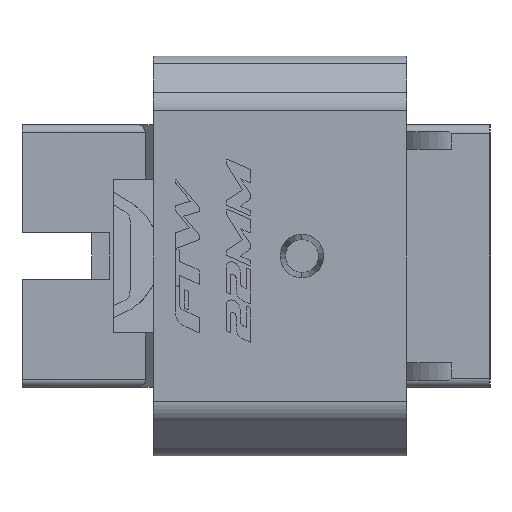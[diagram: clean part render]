
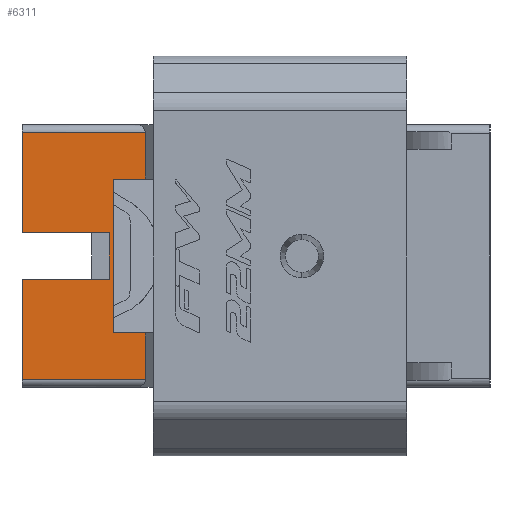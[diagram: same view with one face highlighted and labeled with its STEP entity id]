
A CAD part, left-side view. The second image highlights one B-rep face of the part: STEP entity #6311.
In plain terms, the highlighted planar face has unit normal (-1, 0, 0).
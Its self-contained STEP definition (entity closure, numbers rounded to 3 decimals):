
#552 = CARTESIAN_POINT ( 'NONE',  ( 54.306, 17.69, -14.1 ) ) ;
#636 = LINE ( 'NONE', #17937, #15576 ) ;
#1249 = FACE_OUTER_BOUND ( 'NONE', #13576, .T. ) ;
#1601 = EDGE_CURVE ( 'NONE', #23637, #4310, #9371, .T. ) ;
#1820 = VERTEX_POINT ( 'NONE', #23229 ) ;
#1893 = CARTESIAN_POINT ( 'NONE',  ( 54.306, 32., 2.65 ) ) ;
#1987 = LINE ( 'NONE', #23605, #2015 ) ;
#2015 = VECTOR ( 'NONE', #6486, 1000. ) ;
#2037 = CARTESIAN_POINT ( 'NONE',  ( 54.306, 27.9, 15. ) ) ;
#2542 = DIRECTION ( 'NONE',  ( 0., 0., -1. ) ) ;
#2656 = CARTESIAN_POINT ( 'NONE',  ( 54.306, 27.9, 14.1 ) ) ;
#2789 = LINE ( 'NONE', #10338, #20442 ) ;
#2866 = VERTEX_POINT ( 'NONE', #17162 ) ;
#2937 = DIRECTION ( 'NONE',  ( 0., 0., 1. ) ) ;
#3216 = DIRECTION ( 'NONE',  ( 0., -1., 0. ) ) ;
#3251 = VERTEX_POINT ( 'NONE', #15054 ) ;
#3302 = EDGE_CURVE ( 'NONE', #6496, #27124, #10265, .T. ) ;
#3768 = CARTESIAN_POINT ( 'NONE',  ( 54.306, 31.564, 5.867 ) ) ;
#3817 = ORIENTED_EDGE ( 'NONE', *, *, #24748, .T. ) ;
#3948 = DIRECTION ( 'NONE',  ( 0., 1., 0. ) ) ;
#4310 = VERTEX_POINT ( 'NONE', #16017 ) ;
#4372 = EDGE_CURVE ( 'NONE', #21974, #13343, #21276, .T. ) ;
#5166 = EDGE_CURVE ( 'NONE', #16324, #14310, #17673, .T. ) ;
#5508 = DIRECTION ( 'NONE',  ( 0., -1., 0. ) ) ;
#5899 = ORIENTED_EDGE ( 'NONE', *, *, #15623, .F. ) ;
#6281 = AXIS2_PLACEMENT_3D ( 'NONE', #23642, #11022, #15982 ) ;
#6311 = ADVANCED_FACE ( 'NONE', ( #1249 ), #20931, .T. ) ;
#6486 = DIRECTION ( 'NONE',  ( 0., -1., 0. ) ) ;
#6496 = VERTEX_POINT ( 'NONE', #31598 ) ;
#6618 = LINE ( 'NONE', #11427, #15248 ) ;
#7451 = ORIENTED_EDGE ( 'NONE', *, *, #15173, .F. ) ;
#7747 = CARTESIAN_POINT ( 'NONE',  ( 54.306, 27.9, 8.8 ) ) ;
#8568 = VECTOR ( 'NONE', #27845, 1000. ) ;
#8572 = CARTESIAN_POINT ( 'NONE',  ( 54.306, 27.9, -14.1 ) ) ;
#8763 = EDGE_CURVE ( 'NONE', #16583, #15527, #23951, .T. ) ;
#9034 = CARTESIAN_POINT ( 'NONE',  ( 54.306, 42., 14.1 ) ) ;
#9279 = DIRECTION ( 'NONE',  ( 0., 0., -1. ) ) ;
#9371 = LINE ( 'NONE', #14027, #24227 ) ;
#10064 = CARTESIAN_POINT ( 'NONE',  ( 54.306, 31.564, 22.351 ) ) ;
#10265 = LINE ( 'NONE', #20339, #29375 ) ;
#10338 = CARTESIAN_POINT ( 'NONE',  ( 54.306, 27.9, -8.8 ) ) ;
#10407 = DIRECTION ( 'NONE',  ( 0., 0., -1. ) ) ;
#10593 = LINE ( 'NONE', #18115, #8568 ) ;
#11022 = DIRECTION ( 'NONE',  ( -1., 0., 0. ) ) ;
#11427 = CARTESIAN_POINT ( 'NONE',  ( 54.306, 17.69, 8.8 ) ) ;
#12294 = ORIENTED_EDGE ( 'NONE', *, *, #27746, .T. ) ;
#13343 = VERTEX_POINT ( 'NONE', #3768 ) ;
#13398 = CARTESIAN_POINT ( 'NONE',  ( 54.306, 42., 0. ) ) ;
#13421 = ORIENTED_EDGE ( 'NONE', *, *, #8763, .T. ) ;
#13500 = ORIENTED_EDGE ( 'NONE', *, *, #1601, .T. ) ;
#13576 = EDGE_LOOP ( 'NONE', ( #23167, #30757, #5899, #26566, #15176, #12294, #13500, #20136, #7451, #21657, #22616, #13421, #3817, #31384 ) ) ;
#13640 = VECTOR ( 'NONE', #9279, 1000. ) ;
#13868 = DIRECTION ( 'NONE',  ( 0., 0., 1. ) ) ;
#14027 = CARTESIAN_POINT ( 'NONE',  ( 54.306, 17.69, -8.8 ) ) ;
#14299 = EDGE_CURVE ( 'NONE', #6496, #22369, #30318, .T. ) ;
#14310 = VERTEX_POINT ( 'NONE', #8572 ) ;
#14764 = VECTOR ( 'NONE', #13868, 1000. ) ;
#15054 = CARTESIAN_POINT ( 'NONE',  ( 54.306, 31.564, -5.69 ) ) ;
#15173 = EDGE_CURVE ( 'NONE', #13343, #3251, #21909, .T. ) ;
#15176 = ORIENTED_EDGE ( 'NONE', *, *, #5166, .T. ) ;
#15248 = VECTOR ( 'NONE', #16532, 1000. ) ;
#15267 = CARTESIAN_POINT ( 'NONE',  ( 54.306, 42., 0. ) ) ;
#15527 = VERTEX_POINT ( 'NONE', #2656 ) ;
#15576 = VECTOR ( 'NONE', #10407, 1000. ) ;
#15623 = EDGE_CURVE ( 'NONE', #2866, #1820, #1987, .T. ) ;
#15982 = DIRECTION ( 'NONE',  ( 0., -1., 0. ) ) ;
#16017 = CARTESIAN_POINT ( 'NONE',  ( 54.306, 31.564, -8.8 ) ) ;
#16324 = VERTEX_POINT ( 'NONE', #28922 ) ;
#16532 = DIRECTION ( 'NONE',  ( 0., 1., 0. ) ) ;
#16583 = VERTEX_POINT ( 'NONE', #7747 ) ;
#16944 = CARTESIAN_POINT ( 'NONE',  ( 54.306, 31.564, 8.8 ) ) ;
#17162 = CARTESIAN_POINT ( 'NONE',  ( 54.306, 42., -2.65 ) ) ;
#17513 = CARTESIAN_POINT ( 'NONE',  ( 54.306, 27.9, -8.8 ) ) ;
#17673 = LINE ( 'NONE', #552, #31501 ) ;
#17937 = CARTESIAN_POINT ( 'NONE',  ( 54.306, 31.564, 22.351 ) ) ;
#18115 = CARTESIAN_POINT ( 'NONE',  ( 54.306, 42., 14.1 ) ) ;
#18220 = EDGE_CURVE ( 'NONE', #1820, #27124, #21924, .T. ) ;
#18444 = EDGE_CURVE ( 'NONE', #3251, #4310, #636, .T. ) ;
#19682 = CARTESIAN_POINT ( 'NONE',  ( 54.306, 32., 0. ) ) ;
#20136 = ORIENTED_EDGE ( 'NONE', *, *, #18444, .F. ) ;
#20339 = CARTESIAN_POINT ( 'NONE',  ( 54.306, 42., 2.65 ) ) ;
#20442 = VECTOR ( 'NONE', #29820, 1000. ) ;
#20455 = VECTOR ( 'NONE', #2542, 1000. ) ;
#20931 = PLANE ( 'NONE',  #6281 ) ;
#21276 = LINE ( 'NONE', #31017, #13640 ) ;
#21657 = ORIENTED_EDGE ( 'NONE', *, *, #4372, .F. ) ;
#21909 = LINE ( 'NONE', #10064, #20455 ) ;
#21924 = LINE ( 'NONE', #19682, #28165 ) ;
#21974 = VERTEX_POINT ( 'NONE', #16944 ) ;
#22289 = VECTOR ( 'NONE', #2937, 1000. ) ;
#22369 = VERTEX_POINT ( 'NONE', #9034 ) ;
#22589 = EDGE_CURVE ( 'NONE', #16324, #2866, #24842, .T. ) ;
#22616 = ORIENTED_EDGE ( 'NONE', *, *, #25567, .F. ) ;
#23167 = ORIENTED_EDGE ( 'NONE', *, *, #3302, .T. ) ;
#23229 = CARTESIAN_POINT ( 'NONE',  ( 54.306, 32., -2.65 ) ) ;
#23605 = CARTESIAN_POINT ( 'NONE',  ( 54.306, 42., -2.65 ) ) ;
#23637 = VERTEX_POINT ( 'NONE', #17513 ) ;
#23642 = CARTESIAN_POINT ( 'NONE',  ( 54.306, 17.69, 0. ) ) ;
#23951 = LINE ( 'NONE', #2037, #25941 ) ;
#24227 = VECTOR ( 'NONE', #3948, 1000. ) ;
#24748 = EDGE_CURVE ( 'NONE', #15527, #22369, #10593, .T. ) ;
#24842 = LINE ( 'NONE', #15267, #22289 ) ;
#25567 = EDGE_CURVE ( 'NONE', #16583, #21974, #6618, .T. ) ;
#25941 = VECTOR ( 'NONE', #28887, 1000. ) ;
#26566 = ORIENTED_EDGE ( 'NONE', *, *, #22589, .F. ) ;
#27124 = VERTEX_POINT ( 'NONE', #1893 ) ;
#27341 = DIRECTION ( 'NONE',  ( 0., 0., 1. ) ) ;
#27746 = EDGE_CURVE ( 'NONE', #14310, #23637, #2789, .T. ) ;
#27845 = DIRECTION ( 'NONE',  ( 0., 1., 0. ) ) ;
#28165 = VECTOR ( 'NONE', #27341, 1000. ) ;
#28887 = DIRECTION ( 'NONE',  ( 0., 0., 1. ) ) ;
#28922 = CARTESIAN_POINT ( 'NONE',  ( 54.306, 42., -14.1 ) ) ;
#29375 = VECTOR ( 'NONE', #3216, 1000. ) ;
#29820 = DIRECTION ( 'NONE',  ( 0., 0., 1. ) ) ;
#30318 = LINE ( 'NONE', #13398, #14764 ) ;
#30757 = ORIENTED_EDGE ( 'NONE', *, *, #18220, .F. ) ;
#31017 = CARTESIAN_POINT ( 'NONE',  ( 54.306, 31.564, 22.351 ) ) ;
#31384 = ORIENTED_EDGE ( 'NONE', *, *, #14299, .F. ) ;
#31501 = VECTOR ( 'NONE', #5508, 1000. ) ;
#31598 = CARTESIAN_POINT ( 'NONE',  ( 54.306, 42., 2.65 ) ) ;
